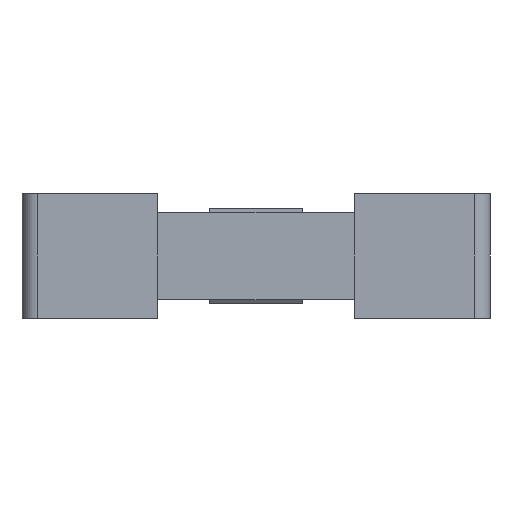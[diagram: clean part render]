
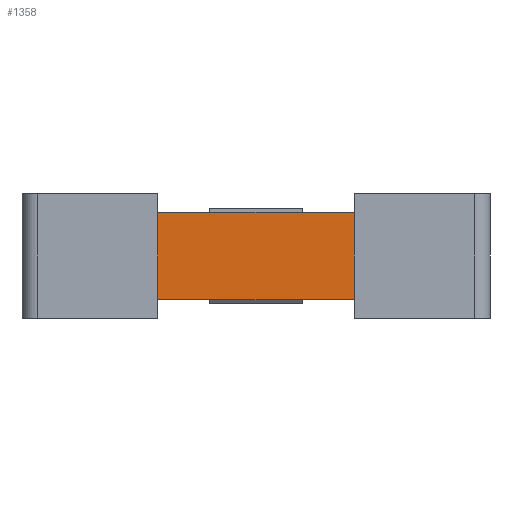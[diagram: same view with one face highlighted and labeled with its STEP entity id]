
A CAD part, front view. The second image highlights one B-rep face of the part: STEP entity #1358.
In plain terms, the highlighted planar face has unit normal (0, -1, 0).
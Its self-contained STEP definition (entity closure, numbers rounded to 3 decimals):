
#113=DIRECTION('',(0.,0.,1.));
#114=VECTOR('',#113,2.8);
#115=CARTESIAN_POINT('',(3.15,-5.275,-1.4));
#116=LINE('',#115,#114);
#313=DIRECTION('',(1.,0.,0.));
#314=VECTOR('',#313,6.3);
#315=CARTESIAN_POINT('',(-3.15,-5.275,1.4));
#316=LINE('',#315,#314);
#317=DIRECTION('',(1.,0.,0.));
#318=VECTOR('',#317,6.3);
#319=CARTESIAN_POINT('',(-3.15,-5.275,-1.4));
#320=LINE('',#319,#318);
#321=DIRECTION('',(0.,0.,1.));
#322=VECTOR('',#321,2.8);
#323=CARTESIAN_POINT('',(-3.15,-5.275,-1.4));
#324=LINE('',#323,#322);
#983=CARTESIAN_POINT('',(-3.15,-5.275,1.4));
#984=CARTESIAN_POINT('',(3.15,-5.275,1.4));
#985=VERTEX_POINT('',#983);
#986=VERTEX_POINT('',#984);
#987=CARTESIAN_POINT('',(-3.15,-5.275,-1.4));
#988=CARTESIAN_POINT('',(3.15,-5.275,-1.4));
#989=VERTEX_POINT('',#987);
#990=VERTEX_POINT('',#988);
#1345=CARTESIAN_POINT('',(-3.15,-5.275,-2.));
#1346=DIRECTION('',(0.,-1.,0.));
#1347=DIRECTION('',(1.,0.,0.));
#1348=AXIS2_PLACEMENT_3D('',#1345,#1346,#1347);
#1349=PLANE('',#1348);
#1351=ORIENTED_EDGE('',*,*,#1350,.T.);
#1352=ORIENTED_EDGE('',*,*,#1069,.F.);
#1354=ORIENTED_EDGE('',*,*,#1353,.F.);
#1355=ORIENTED_EDGE('',*,*,#1329,.T.);
#1356=EDGE_LOOP('',(#1351,#1352,#1354,#1355));
#1357=FACE_OUTER_BOUND('',#1356,.F.);
#1358=ADVANCED_FACE('',(#1357),#1349,.T.);
#1069=EDGE_CURVE('',#990,#986,#116,.T.);
#1329=EDGE_CURVE('',#989,#985,#324,.T.);
#1350=EDGE_CURVE('',#985,#986,#316,.T.);
#1353=EDGE_CURVE('',#989,#990,#320,.T.);
